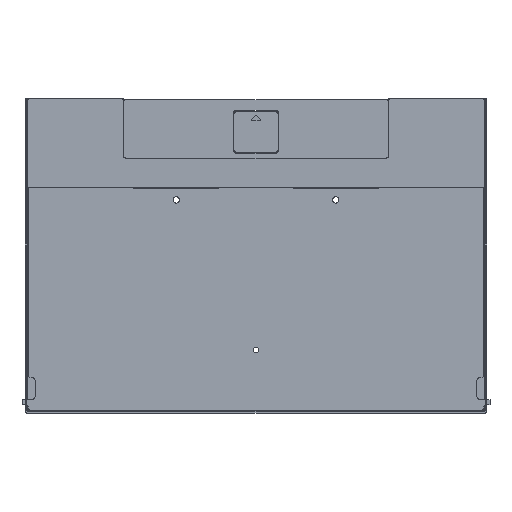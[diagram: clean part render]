
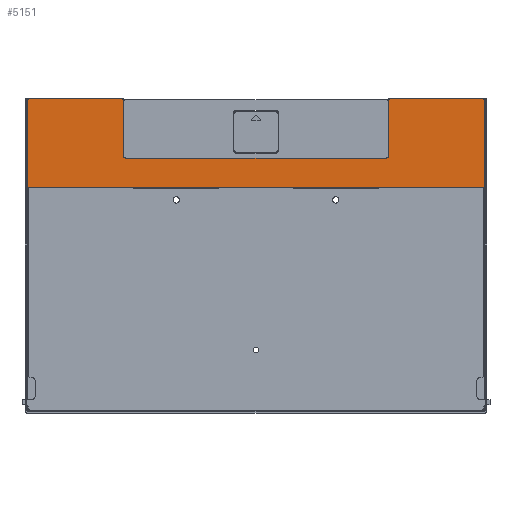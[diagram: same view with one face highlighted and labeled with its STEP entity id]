
A CAD part, top view. The second image highlights one B-rep face of the part: STEP entity #5151.
In plain terms, the highlighted planar face has unit normal (0, 0, 1).
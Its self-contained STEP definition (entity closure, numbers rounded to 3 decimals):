
#4769=AXIS2_PLACEMENT_3D('Circle Axis2P3D',#4767,#4768,$) ;
#4800=AXIS2_PLACEMENT_3D('Circle Axis2P3D',#4798,#4799,$) ;
#4862=AXIS2_PLACEMENT_3D('Circle Axis2P3D',#4860,#4861,$) ;
#4933=AXIS2_PLACEMENT_3D('Circle Axis2P3D',#4931,#4932,$) ;
#5084=AXIS2_PLACEMENT_3D('Plane Axis2P3D',#5081,#5082,#5083) ;
#5088=AXIS2_PLACEMENT_3D('Circle Axis2P3D',#5086,#5087,$) ;
#5102=AXIS2_PLACEMENT_3D('Circle Axis2P3D',#5100,#5101,$) ;
#5116=AXIS2_PLACEMENT_3D('Circle Axis2P3D',#5114,#5115,$) ;
#5130=AXIS2_PLACEMENT_3D('Circle Axis2P3D',#5128,#5129,$) ;
#4740=CARTESIAN_POINT('Vertex',(128.95,24.,6.75)) ;
#4743=CARTESIAN_POINT('Line Origine',(128.95,0.,6.75)) ;
#4747=CARTESIAN_POINT('Vertex',(128.95,-24.,6.75)) ;
#4767=CARTESIAN_POINT('Axis2P3D Location',(127.95,24.,6.75)) ;
#4771=CARTESIAN_POINT('Vertex',(127.95,25.,6.75)) ;
#4798=CARTESIAN_POINT('Axis2P3D Location',(127.95,-24.,6.75)) ;
#4802=CARTESIAN_POINT('Vertex',(127.95,-25.,6.75)) ;
#4840=CARTESIAN_POINT('Vertex',(76.,25.,6.75)) ;
#4843=CARTESIAN_POINT('Line Origine',(101.975,25.,6.75)) ;
#4860=CARTESIAN_POINT('Axis2P3D Location',(76.,24.,6.75)) ;
#4864=CARTESIAN_POINT('Vertex',(75.,24.,6.75)) ;
#4902=CARTESIAN_POINT('Vertex',(75.,-7.,6.75)) ;
#4905=CARTESIAN_POINT('Line Origine',(75.,8.5,6.75)) ;
#4926=CARTESIAN_POINT('Vertex',(73.6,-8.4,6.75)) ;
#4931=CARTESIAN_POINT('Axis2P3D Location',(73.6,-7.,6.75)) ;
#4964=CARTESIAN_POINT('Vertex',(-73.6,-8.4,6.75)) ;
#4967=CARTESIAN_POINT('Line Origine',(0.,-8.4,6.75)) ;
#4984=CARTESIAN_POINT('Line Origine',(0.,-25.,6.75)) ;
#4988=CARTESIAN_POINT('Vertex',(-127.95,-25.,6.75)) ;
#5081=CARTESIAN_POINT('Axis2P3D Location',(0.,0.,6.75)) ;
#5086=CARTESIAN_POINT('Axis2P3D Location',(-73.6,-7.,6.75)) ;
#5090=CARTESIAN_POINT('Vertex',(-75.,-7.,6.75)) ;
#5093=CARTESIAN_POINT('Line Origine',(-75.,8.5,6.75)) ;
#5097=CARTESIAN_POINT('Vertex',(-75.,24.,6.75)) ;
#5100=CARTESIAN_POINT('Axis2P3D Location',(-76.,24.,6.75)) ;
#5104=CARTESIAN_POINT('Vertex',(-76.,25.,6.75)) ;
#5107=CARTESIAN_POINT('Line Origine',(-101.975,25.,6.75)) ;
#5111=CARTESIAN_POINT('Vertex',(-127.95,25.,6.75)) ;
#5114=CARTESIAN_POINT('Axis2P3D Location',(-127.95,24.,6.75)) ;
#5118=CARTESIAN_POINT('Vertex',(-128.95,24.,6.75)) ;
#5121=CARTESIAN_POINT('Line Origine',(-128.95,0.,6.75)) ;
#5125=CARTESIAN_POINT('Vertex',(-128.95,-24.,6.75)) ;
#5128=CARTESIAN_POINT('Axis2P3D Location',(-127.95,-24.,6.75)) ;
#4744=DIRECTION('Vector Direction',(0.,1.,0.)) ;
#4768=DIRECTION('Axis2P3D Direction',(0.,-0.,1.)) ;
#4799=DIRECTION('Axis2P3D Direction',(0.,0.,1.)) ;
#4844=DIRECTION('Vector Direction',(-1.,0.,0.)) ;
#4861=DIRECTION('Axis2P3D Direction',(0.,0.,1.)) ;
#4906=DIRECTION('Vector Direction',(0.,-1.,0.)) ;
#4932=DIRECTION('Axis2P3D Direction',(0.,0.,1.)) ;
#4968=DIRECTION('Vector Direction',(-1.,0.,0.)) ;
#4985=DIRECTION('Vector Direction',(1.,0.,0.)) ;
#5082=DIRECTION('Axis2P3D Direction',(0.,0.,1.)) ;
#5083=DIRECTION('Axis2P3D XDirection',(1.,0.,0.)) ;
#5087=DIRECTION('Axis2P3D Direction',(0.,0.,1.)) ;
#5094=DIRECTION('Vector Direction',(0.,-1.,0.)) ;
#5101=DIRECTION('Axis2P3D Direction',(0.,0.,1.)) ;
#5108=DIRECTION('Vector Direction',(-1.,0.,0.)) ;
#5115=DIRECTION('Axis2P3D Direction',(0.,0.,1.)) ;
#5122=DIRECTION('Vector Direction',(0.,1.,0.)) ;
#5129=DIRECTION('Axis2P3D Direction',(0.,0.,1.)) ;
#4745=VECTOR('Line Direction',#4744,1.) ;
#4845=VECTOR('Line Direction',#4844,1.) ;
#4907=VECTOR('Line Direction',#4906,1.) ;
#4969=VECTOR('Line Direction',#4968,1.) ;
#4986=VECTOR('Line Direction',#4985,1.) ;
#5095=VECTOR('Line Direction',#5094,1.) ;
#5109=VECTOR('Line Direction',#5108,1.) ;
#5123=VECTOR('Line Direction',#5122,1.) ;
#5134=ORIENTED_EDGE('',*,*,#4749,.T.) ;
#5135=ORIENTED_EDGE('',*,*,#4773,.F.) ;
#5136=ORIENTED_EDGE('',*,*,#4847,.T.) ;
#5137=ORIENTED_EDGE('',*,*,#4866,.F.) ;
#5138=ORIENTED_EDGE('',*,*,#4909,.T.) ;
#5139=ORIENTED_EDGE('',*,*,#4935,.T.) ;
#5140=ORIENTED_EDGE('',*,*,#4971,.F.) ;
#5141=ORIENTED_EDGE('',*,*,#5092,.F.) ;
#5142=ORIENTED_EDGE('',*,*,#5099,.F.) ;
#5143=ORIENTED_EDGE('',*,*,#5106,.T.) ;
#5144=ORIENTED_EDGE('',*,*,#5113,.F.) ;
#5145=ORIENTED_EDGE('',*,*,#5120,.T.) ;
#5146=ORIENTED_EDGE('',*,*,#5127,.F.) ;
#5147=ORIENTED_EDGE('',*,*,#5132,.T.) ;
#5148=ORIENTED_EDGE('',*,*,#4990,.F.) ;
#5149=ORIENTED_EDGE('',*,*,#4804,.F.) ;
#5151=ADVANCED_FACE('Corps principal',(#5150),#5085,.T.) ;
#4770=CIRCLE('generated circle',#4769,1.) ;
#4801=CIRCLE('generated circle',#4800,1.) ;
#4863=CIRCLE('generated circle',#4862,1.) ;
#4934=CIRCLE('generated circle',#4933,1.4) ;
#5089=CIRCLE('generated circle',#5088,1.4) ;
#5103=CIRCLE('generated circle',#5102,1.) ;
#5117=CIRCLE('generated circle',#5116,1.) ;
#5131=CIRCLE('generated circle',#5130,1.) ;
#4749=EDGE_CURVE('',#4748,#4741,#4746,.T.) ;
#4773=EDGE_CURVE('',#4772,#4741,#4770,.F.) ;
#4804=EDGE_CURVE('',#4748,#4803,#4801,.F.) ;
#4847=EDGE_CURVE('',#4772,#4841,#4846,.T.) ;
#4866=EDGE_CURVE('',#4865,#4841,#4863,.F.) ;
#4909=EDGE_CURVE('',#4865,#4903,#4908,.T.) ;
#4935=EDGE_CURVE('',#4903,#4927,#4934,.F.) ;
#4971=EDGE_CURVE('',#4965,#4927,#4970,.F.) ;
#4990=EDGE_CURVE('',#4803,#4989,#4987,.F.) ;
#5092=EDGE_CURVE('',#5091,#4965,#5089,.T.) ;
#5099=EDGE_CURVE('',#5098,#5091,#5096,.T.) ;
#5106=EDGE_CURVE('',#5098,#5105,#5103,.T.) ;
#5113=EDGE_CURVE('',#5112,#5105,#5110,.F.) ;
#5120=EDGE_CURVE('',#5112,#5119,#5117,.T.) ;
#5127=EDGE_CURVE('',#5126,#5119,#5124,.T.) ;
#5132=EDGE_CURVE('',#5126,#4989,#5131,.T.) ;
#5133=EDGE_LOOP('',(#5134,#5135,#5136,#5137,#5138,#5139,#5140,#5141,#5142,#5143,#5144,#5145,#5146,#5147,#5148,#5149)) ;
#5150=FACE_OUTER_BOUND('',#5133,.T.) ;
#4746=LINE('Line',#4743,#4745) ;
#4846=LINE('Line',#4843,#4845) ;
#4908=LINE('Line',#4905,#4907) ;
#4970=LINE('Line',#4967,#4969) ;
#4987=LINE('Line',#4984,#4986) ;
#5096=LINE('Line',#5093,#5095) ;
#5110=LINE('Line',#5107,#5109) ;
#5124=LINE('Line',#5121,#5123) ;
#5085=PLANE('',#5084) ;
#4741=VERTEX_POINT('',#4740) ;
#4748=VERTEX_POINT('',#4747) ;
#4772=VERTEX_POINT('',#4771) ;
#4803=VERTEX_POINT('',#4802) ;
#4841=VERTEX_POINT('',#4840) ;
#4865=VERTEX_POINT('',#4864) ;
#4903=VERTEX_POINT('',#4902) ;
#4927=VERTEX_POINT('',#4926) ;
#4965=VERTEX_POINT('',#4964) ;
#4989=VERTEX_POINT('',#4988) ;
#5091=VERTEX_POINT('',#5090) ;
#5098=VERTEX_POINT('',#5097) ;
#5105=VERTEX_POINT('',#5104) ;
#5112=VERTEX_POINT('',#5111) ;
#5119=VERTEX_POINT('',#5118) ;
#5126=VERTEX_POINT('',#5125) ;
